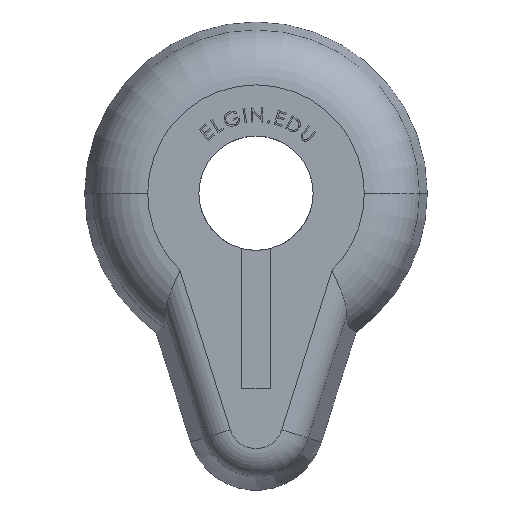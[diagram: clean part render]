
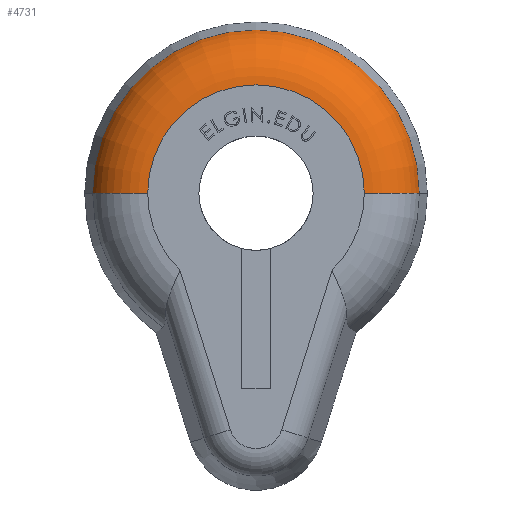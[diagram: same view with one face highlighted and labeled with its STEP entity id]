
A CAD part, top view. The second image highlights one B-rep face of the part: STEP entity #4731.
In plain terms, the highlighted toroidal (fillet/blend) face has major radius 24.087 mm and minor radius 12.7 mm.
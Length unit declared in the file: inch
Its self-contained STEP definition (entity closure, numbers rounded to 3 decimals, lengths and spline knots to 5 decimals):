
#277 = TOROIDAL_SURFACE ( 'NONE', #992, 0.94831, 0.5 ) ;
#285 = DIRECTION ( 'NONE',  ( 0., 0., -1. ) ) ;
#349 = VERTEX_POINT ( 'NONE', #3309 ) ;
#533 = CARTESIAN_POINT ( 'NONE',  ( 0., 1.15124, 0.24782 ) ) ;
#654 = EDGE_CURVE ( 'NONE', #349, #869, #1935, .T. ) ;
#800 = CIRCLE ( 'NONE', #2724, 0.5 ) ;
#869 = VERTEX_POINT ( 'NONE', #3273 ) ;
#878 = AXIS2_PLACEMENT_3D ( 'NONE', #4879, #1142, #285 ) ;
#979 = CIRCLE ( 'NONE', #5245, 1.42894 ) ;
#992 = AXIS2_PLACEMENT_3D ( 'NONE', #3969, #4352, #5215 ) ;
#1142 = DIRECTION ( 'NONE',  ( 0., -1., 0. ) ) ;
#1454 = DIRECTION ( 'NONE',  ( -1., 0., 0. ) ) ;
#1935 = CIRCLE ( 'NONE', #878, 0.5 ) ;
#2028 = EDGE_CURVE ( 'NONE', #3864, #349, #979, .T. ) ;
#2323 = ORIENTED_EDGE ( 'NONE', *, *, #2028, .F. ) ;
#2439 = ORIENTED_EDGE ( 'NONE', *, *, #2486, .F. ) ;
#2486 = EDGE_CURVE ( 'NONE', #869, #2591, #4215, .T. ) ;
#2591 = VERTEX_POINT ( 'NONE', #4188 ) ;
#2661 = DIRECTION ( 'NONE',  ( -1., 0., 0. ) ) ;
#2724 = AXIS2_PLACEMENT_3D ( 'NONE', #3441, #5095, #2661 ) ;
#2800 = CARTESIAN_POINT ( 'NONE',  ( -1.42894, 1.15124, 0.24782 ) ) ;
#3095 = FACE_OUTER_BOUND ( 'NONE', #4707, .T. ) ;
#3273 = CARTESIAN_POINT ( 'NONE',  ( 0.94831, 1.15124, 0.61 ) ) ;
#3309 = CARTESIAN_POINT ( 'NONE',  ( 1.42894, 1.15124, 0.24782 ) ) ;
#3441 = CARTESIAN_POINT ( 'NONE',  ( -0.94831, 1.15124, 0.11 ) ) ;
#3518 = DIRECTION ( 'NONE',  ( 0., 0., -1. ) ) ;
#3784 = ORIENTED_EDGE ( 'NONE', *, *, #654, .F. ) ;
#3864 = VERTEX_POINT ( 'NONE', #2800 ) ;
#3969 = CARTESIAN_POINT ( 'NONE',  ( 0., 1.15124, 0.11 ) ) ;
#4100 = CARTESIAN_POINT ( 'NONE',  ( 0., 1.15124, 0.61 ) ) ;
#4188 = CARTESIAN_POINT ( 'NONE',  ( -0.94831, 1.15124, 0.61 ) ) ;
#4215 = CIRCLE ( 'NONE', #4554, 0.94831 ) ;
#4225 = ORIENTED_EDGE ( 'NONE', *, *, #5291, .T. ) ;
#4352 = DIRECTION ( 'NONE',  ( 0., 0., 1. ) ) ;
#4538 = DIRECTION ( 'NONE',  ( 1., 0., 0. ) ) ;
#4554 = AXIS2_PLACEMENT_3D ( 'NONE', #4100, #5383, #4538 ) ;
#4707 = EDGE_LOOP ( 'NONE', ( #2323, #4225, #2439, #3784 ) ) ;
#4731 = ADVANCED_FACE ( 'NONE', ( #3095 ), #277, .T. ) ;
#4879 = CARTESIAN_POINT ( 'NONE',  ( 0.94831, 1.15124, 0.11 ) ) ;
#5095 = DIRECTION ( 'NONE',  ( 0., 1., 0. ) ) ;
#5215 = DIRECTION ( 'NONE',  ( 1., 0., 0. ) ) ;
#5245 = AXIS2_PLACEMENT_3D ( 'NONE', #533, #3518, #1454 ) ;
#5291 = EDGE_CURVE ( 'NONE', #3864, #2591, #800, .T. ) ;
#5383 = DIRECTION ( 'NONE',  ( 0., 0., 1. ) ) ;
